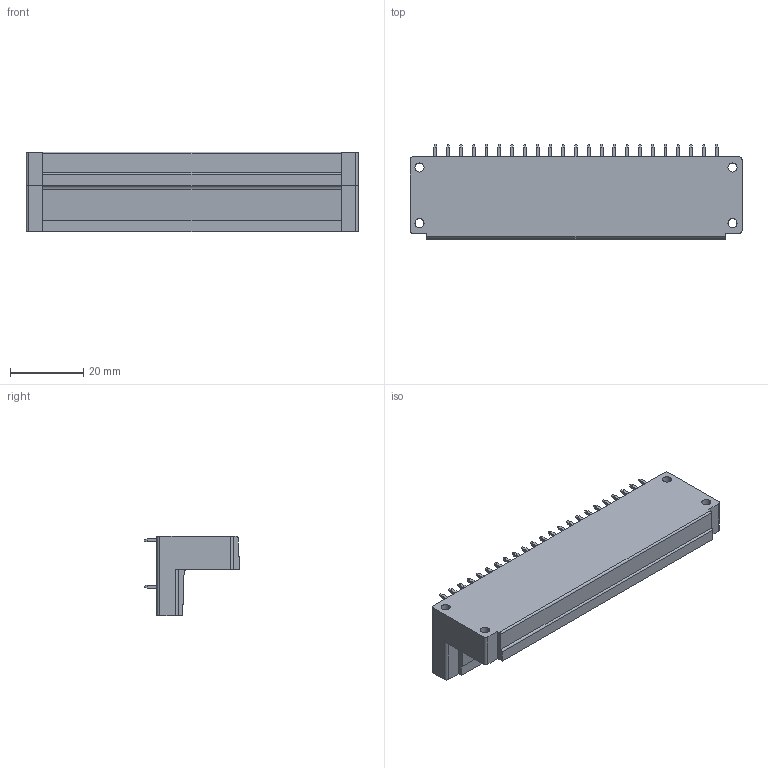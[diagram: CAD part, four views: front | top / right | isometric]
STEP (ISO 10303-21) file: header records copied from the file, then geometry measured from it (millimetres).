
FILE_DESCRIPTION((''),'2;1');
FILE_NAME('TLPHDW-005R-XXP','2024-09-24T09:46:39',('sheji109'),(''),'CREO PARAMETRIC BY PTC INC, 2018100','CREO PARAMETRIC BY PTC INC, 2018100','');
FILE_SCHEMA(('CONFIG_CONTROL_DESIGN'));
Products named in the file (1): TLPHDW-005R-XXP
Bounding box: 90.9 x 26.2 x 21.9 mm (x, y, z)
Volume: 21416.4 mm3; surface area: 18248.2 mm2
Topology: 1 solids, 1 shells, 3486 faces, 9394 edges, 6094 vertices
Faces by surface type: plane 2457, cylinder 707, cone 230, torus 92
Entity records: 108506 total; most frequent: CARTESIAN_POINT 20400, ORIENTED_EDGE 18788, DIRECTION 17642, EDGE_CURVE 9394, VECTOR 7198, LINE 7198, VERTEX_POINT 6094, AXIS2_PLACEMENT_3D 5222
